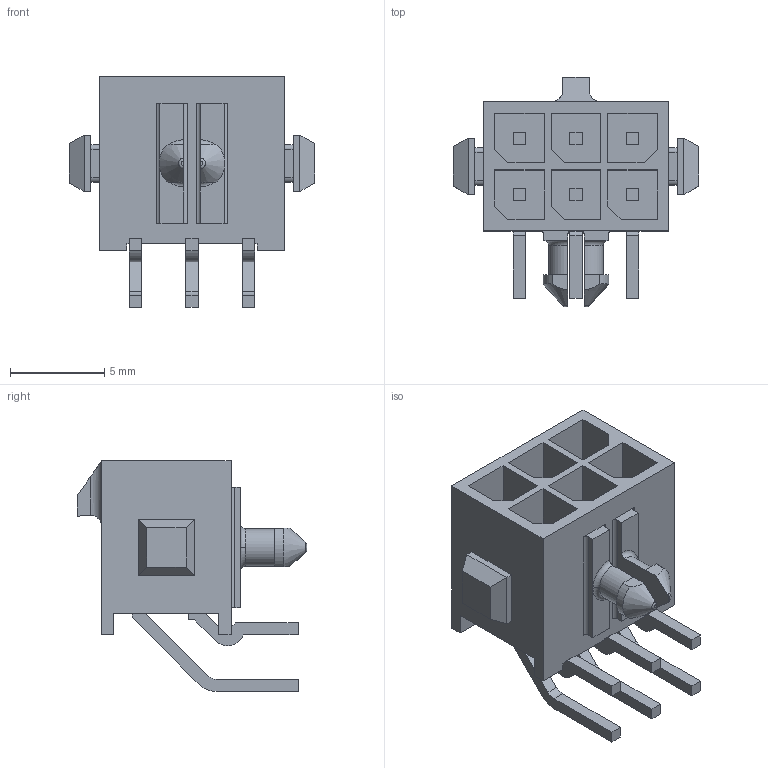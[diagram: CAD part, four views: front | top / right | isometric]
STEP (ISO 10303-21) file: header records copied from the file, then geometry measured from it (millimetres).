
FILE_DESCRIPTION(('STEP AP242'),'1');
FILE_NAME('3-794619-6.stp','2023-05-22T17:14:36',('TraceParts'),('TraceParts S.A.'),'Spatial InterOp 3D',' ',' ');
FILE_SCHEMA(('AP242_MANAGED_MODEL_BASED_3D_ENGINEERING_MIM_LF {1 0 10303 442 1 1 4}'));
Length unit declared in the file: millimetre
Products named in the file (1): 3-794619-6
Bounding box: 13 x 12.18 x 12.24 mm (x, y, z)
Volume: 381.2 mm3; surface area: 1113.8 mm2
Topology: 1 solids, 1 shells, 240 faces, 664 edges, 438 vertices
Faces by surface type: plane 188, cylinder 44, torus 4, bspline 2, cone 2
Entity records: 7715 total; most frequent: CARTESIAN_POINT 1463, ORIENTED_EDGE 1328, DIRECTION 1238, EDGE_CURVE 664, LINE 552, VECTOR 552, VERTEX_POINT 438, AXIS2_PLACEMENT_3D 343
